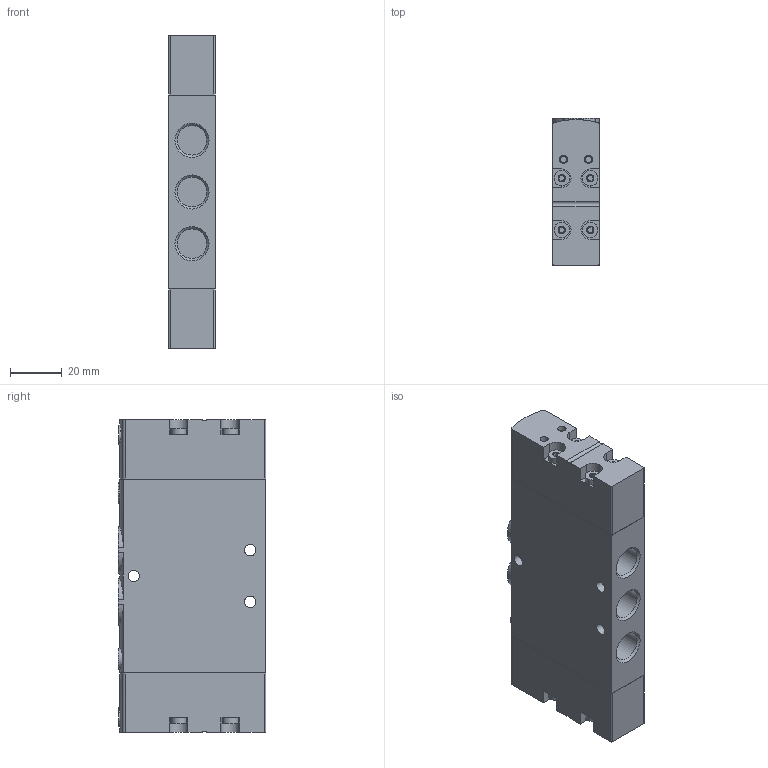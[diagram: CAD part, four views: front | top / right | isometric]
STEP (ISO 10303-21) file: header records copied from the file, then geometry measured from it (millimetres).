
FILE_DESCRIPTION(/* description */ ('STEP AP214'),/* implementation_level */ '2;1');
FILE_NAME(/* name */ '550156_CPE18-P1-5JS-1_4',/* time_stamp */ '2024-08-06T20:52:12+02:00',/* author */ ('License CC BY-ND 4.0'),/* organization */ ('CADENAS'),/* preprocessor_version */ 'ST-DEVELOPER v19.3',/* originating_system */ 'PARTsolutions',/* authorisation */ ' ');
FILE_SCHEMA (('AUTOMOTIVE_DESIGN {1 0 10303 214 3 1 1}'));
Length unit declared in the file: millimetre
Products named in the file (3): 550156 CPE18-P1-5JS-1/4; CPE18-...-5; CPV18-P1_
Assembly tree (3 placements, depth 2):
  550156 CPE18-P1-5JS-1/4
    CPE18-...-5
    CPV18-P1_  x2
Bounding box: 18 x 57 x 121 mm (x, y, z)
Volume: 112613.9 mm3; surface area: 28465.8 mm2
Topology: 3 solids, 3 shells, 308 faces, 723 edges, 462 vertices
Faces by surface type: cylinder 159, plane 84, cone 65
Full cylindrical faces by diameter (mm): 2.459 x4, 3.2 x8, 4.134 x4, 4.4 x3, 6 x8, 7.5 x2, 8 x2, 11.445 x5
Entity records: 5009 total; most frequent: CARTESIAN_POINT 1109, DIRECTION 800, ORIENTED_EDGE 732, EDGE_CURVE 366, AXIS2_PLACEMENT_3D 334, VERTEX_POINT 256, EDGE_LOOP 242, FACE_BOUND 242
